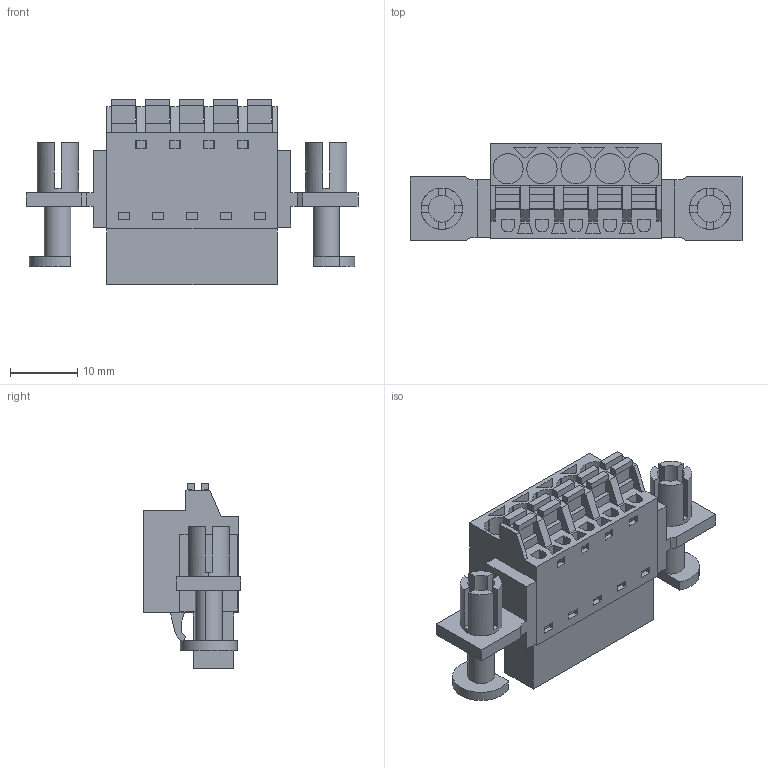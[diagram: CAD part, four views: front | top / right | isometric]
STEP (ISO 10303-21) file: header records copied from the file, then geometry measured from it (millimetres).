
FILE_DESCRIPTION(('CATIA V5R24 STEP','CAx-IF Rec.Pracs.--- Model Styling and Organization---1.2---2011-12-15'),'2;1');
FILE_NAME ('D1451309_0_1353280000_1353280000.stp','2017-05-02T11:42:56+00:00',('none'),('Weidmueller'),'CATIA Version 5-6 Release 2014 SP4 HF52','CATIA V5 STEP AP214','none');
FILE_SCHEMA(('AUTOMOTIVE_DESIGN { 1 0 10303 214 1 1 1 1 }'));
Length unit declared in the file: millimetre
Products named in the file (1): 1353280000
Bounding box: 49.55 x 14.5 x 27.73 mm (x, y, z)
Volume: 7333.4 mm3; surface area: 6027 mm2
Topology: 8 solids, 8 shells, 499 faces, 1412 edges, 966 vertices
Faces by surface type: plane 446, cylinder 52, extrusion 1
Entity records: 16001 total; most frequent: CARTESIAN_POINT 2999, ORIENTED_EDGE 2824, DIRECTION 2111, EDGE_CURVE 1412, VECTOR 1281, LINE 1280, VERTEX_POINT 966, EDGE_LOOP 556
